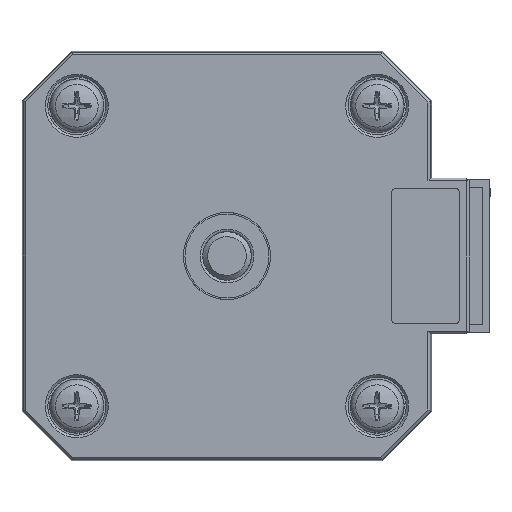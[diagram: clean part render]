
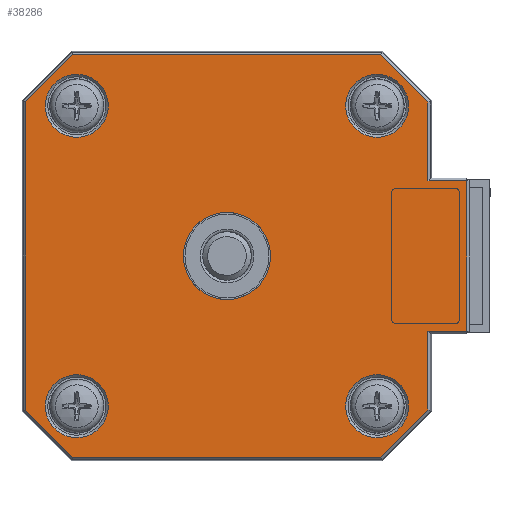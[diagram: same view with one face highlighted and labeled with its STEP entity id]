
A CAD part, front view. The second image highlights one B-rep face of the part: STEP entity #38286.
In plain terms, the highlighted face is planar.
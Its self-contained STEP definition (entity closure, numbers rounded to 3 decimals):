
#1758=FACE_BOUND('',#6956,.T.);
#1759=FACE_BOUND('',#6957,.T.);
#1760=FACE_BOUND('',#6958,.T.);
#1761=FACE_BOUND('',#6959,.T.);
#1762=FACE_BOUND('',#6960,.T.);
#2363=CIRCLE('',#41120,3.25);
#2365=CIRCLE('',#41123,3.25);
#2366=CIRCLE('',#41124,3.25);
#2367=CIRCLE('',#41125,4.5);
#2368=CIRCLE('',#41126,3.25);
#4772=FACE_OUTER_BOUND('',#6955,.T.);
#6955=EDGE_LOOP('',(#26843,#26844,#26845,#26846,#26847,#26848,#26849,#26850,
#26851,#26852,#26853,#26854));
#6956=EDGE_LOOP('',(#26855));
#6957=EDGE_LOOP('',(#26856));
#6958=EDGE_LOOP('',(#26857));
#6959=EDGE_LOOP('',(#26858));
#6960=EDGE_LOOP('',(#26859));
#9277=LINE('',#59754,#12469);
#9278=LINE('',#59756,#12470);
#9279=LINE('',#59758,#12471);
#9280=LINE('',#59760,#12472);
#9281=LINE('',#59762,#12473);
#9282=LINE('',#59764,#12474);
#9283=LINE('',#59766,#12475);
#9284=LINE('',#59768,#12476);
#9285=LINE('',#59770,#12477);
#9286=LINE('',#59772,#12478);
#9287=LINE('',#59774,#12479);
#9288=LINE('',#59775,#12480);
#12469=VECTOR('',#47083,10.);
#12470=VECTOR('',#47084,10.);
#12471=VECTOR('',#47085,10.);
#12472=VECTOR('',#47086,10.);
#12473=VECTOR('',#47087,10.);
#12474=VECTOR('',#47088,10.);
#12475=VECTOR('',#47089,10.);
#12476=VECTOR('',#47090,10.);
#12477=VECTOR('',#47091,10.);
#12478=VECTOR('',#47092,10.);
#12479=VECTOR('',#47093,10.);
#12480=VECTOR('',#47094,10.);
#15857=VERTEX_POINT('',#59747);
#15858=VERTEX_POINT('',#59752);
#15859=VERTEX_POINT('',#59753);
#15860=VERTEX_POINT('',#59755);
#15861=VERTEX_POINT('',#59757);
#15862=VERTEX_POINT('',#59759);
#15863=VERTEX_POINT('',#59761);
#15864=VERTEX_POINT('',#59763);
#15865=VERTEX_POINT('',#59765);
#15866=VERTEX_POINT('',#59767);
#15867=VERTEX_POINT('',#59769);
#15868=VERTEX_POINT('',#59771);
#15869=VERTEX_POINT('',#59773);
#15870=VERTEX_POINT('',#59776);
#15871=VERTEX_POINT('',#59778);
#15872=VERTEX_POINT('',#59780);
#15873=VERTEX_POINT('',#59782);
#20099=EDGE_CURVE('',#15857,#15857,#2363,.T.);
#20101=EDGE_CURVE('',#15858,#15859,#9277,.T.);
#20102=EDGE_CURVE('',#15860,#15858,#9278,.T.);
#20103=EDGE_CURVE('',#15861,#15860,#9279,.T.);
#20104=EDGE_CURVE('',#15862,#15861,#9280,.T.);
#20105=EDGE_CURVE('',#15863,#15862,#9281,.T.);
#20106=EDGE_CURVE('',#15864,#15863,#9282,.T.);
#20107=EDGE_CURVE('',#15865,#15864,#9283,.T.);
#20108=EDGE_CURVE('',#15866,#15865,#9284,.T.);
#20109=EDGE_CURVE('',#15867,#15866,#9285,.T.);
#20110=EDGE_CURVE('',#15868,#15867,#9286,.T.);
#20111=EDGE_CURVE('',#15869,#15868,#9287,.T.);
#20112=EDGE_CURVE('',#15859,#15869,#9288,.T.);
#20113=EDGE_CURVE('',#15870,#15870,#2365,.T.);
#20114=EDGE_CURVE('',#15871,#15871,#2366,.T.);
#20115=EDGE_CURVE('',#15872,#15872,#2367,.T.);
#20116=EDGE_CURVE('',#15873,#15873,#2368,.T.);
#26843=ORIENTED_EDGE('',*,*,#20101,.F.);
#26844=ORIENTED_EDGE('',*,*,#20102,.F.);
#26845=ORIENTED_EDGE('',*,*,#20103,.F.);
#26846=ORIENTED_EDGE('',*,*,#20104,.F.);
#26847=ORIENTED_EDGE('',*,*,#20105,.F.);
#26848=ORIENTED_EDGE('',*,*,#20106,.F.);
#26849=ORIENTED_EDGE('',*,*,#20107,.F.);
#26850=ORIENTED_EDGE('',*,*,#20108,.F.);
#26851=ORIENTED_EDGE('',*,*,#20109,.F.);
#26852=ORIENTED_EDGE('',*,*,#20110,.F.);
#26853=ORIENTED_EDGE('',*,*,#20111,.F.);
#26854=ORIENTED_EDGE('',*,*,#20112,.F.);
#26855=ORIENTED_EDGE('',*,*,#20113,.F.);
#26856=ORIENTED_EDGE('',*,*,#20114,.F.);
#26857=ORIENTED_EDGE('',*,*,#20115,.T.);
#26858=ORIENTED_EDGE('',*,*,#20116,.F.);
#26859=ORIENTED_EDGE('',*,*,#20099,.F.);
#37223=PLANE('',#41122);
#38286=ADVANCED_FACE('',(#4772,#1758,#1759,#1760,#1761,#1762),#37223,.T.);
#41120=AXIS2_PLACEMENT_3D('',#59749,#47077,#47078);
#41122=AXIS2_PLACEMENT_3D('',#59751,#47081,#47082);
#41123=AXIS2_PLACEMENT_3D('',#59777,#47095,#47096);
#41124=AXIS2_PLACEMENT_3D('',#59779,#47097,#47098);
#41125=AXIS2_PLACEMENT_3D('',#59781,#47099,#47100);
#41126=AXIS2_PLACEMENT_3D('',#59783,#47101,#47102);
#47077=DIRECTION('center_axis',(0.,1.,0.));
#47078=DIRECTION('ref_axis',(-1.,0.,0.));
#47081=DIRECTION('center_axis',(0.,1.,0.));
#47082=DIRECTION('ref_axis',(0.,0.,1.));
#47083=DIRECTION('',(0.,0.,1.));
#47084=DIRECTION('',(-1.,0.,0.));
#47085=DIRECTION('',(0.,0.,1.));
#47086=DIRECTION('',(1.,0.,0.));
#47087=DIRECTION('',(0.,0.,1.));
#47088=DIRECTION('',(0.707,0.,0.707));
#47089=DIRECTION('',(1.,0.,0.));
#47090=DIRECTION('',(0.707,0.,-0.707));
#47091=DIRECTION('',(0.,0.,-1.));
#47092=DIRECTION('',(-0.707,0.,-0.707));
#47093=DIRECTION('',(-1.,0.,0.));
#47094=DIRECTION('',(-0.707,0.,0.707));
#47095=DIRECTION('center_axis',(0.,1.,0.));
#47096=DIRECTION('ref_axis',(-1.,0.,0.));
#47097=DIRECTION('center_axis',(0.,1.,0.));
#47098=DIRECTION('ref_axis',(-1.,0.,0.));
#47099=DIRECTION('center_axis',(0.,-1.,0.));
#47100=DIRECTION('ref_axis',(1.,0.,0.));
#47101=DIRECTION('center_axis',(0.,1.,0.));
#47102=DIRECTION('ref_axis',(-1.,0.,0.));
#59747=CARTESIAN_POINT('',(-12.25,0.,15.5));
#59749=CARTESIAN_POINT('Origin',(-15.5,0.,15.5));
#59751=CARTESIAN_POINT('Origin',(0.,0.,0.));
#59752=CARTESIAN_POINT('',(20.75,0.,7.75));
#59753=CARTESIAN_POINT('',(20.75,0.,15.896));
#59754=CARTESIAN_POINT('',(20.75,0.,8.));
#59755=CARTESIAN_POINT('',(24.75,0.,7.75));
#59756=CARTESIAN_POINT('',(10.5,0.,7.75));
#59757=CARTESIAN_POINT('',(24.75,0.,-7.75));
#59758=CARTESIAN_POINT('',(24.75,0.,-4.));
#59759=CARTESIAN_POINT('',(20.75,0.,-7.75));
#59760=CARTESIAN_POINT('',(10.5,0.,-7.75));
#59761=CARTESIAN_POINT('',(20.75,0.,-15.896));
#59762=CARTESIAN_POINT('',(20.75,0.,8.));
#59763=CARTESIAN_POINT('',(15.896,0.,-20.75));
#59764=CARTESIAN_POINT('',(19.573,0.,-17.073));
#59765=CARTESIAN_POINT('',(-15.896,0.,-20.75));
#59766=CARTESIAN_POINT('',(8.,0.,-20.75));
#59767=CARTESIAN_POINT('',(-20.75,0.,-15.896));
#59768=CARTESIAN_POINT('',(-17.073,0.,-19.573));
#59769=CARTESIAN_POINT('',(-20.75,0.,15.896));
#59770=CARTESIAN_POINT('',(-20.75,0.,-8.));
#59771=CARTESIAN_POINT('',(-15.896,0.,20.75));
#59772=CARTESIAN_POINT('',(-19.573,0.,17.073));
#59773=CARTESIAN_POINT('',(15.896,0.,20.75));
#59774=CARTESIAN_POINT('',(-8.,0.,20.75));
#59775=CARTESIAN_POINT('',(17.073,0.,19.573));
#59776=CARTESIAN_POINT('',(18.75,0.,15.5));
#59777=CARTESIAN_POINT('Origin',(15.5,0.,15.5));
#59778=CARTESIAN_POINT('',(-12.25,0.,-15.5));
#59779=CARTESIAN_POINT('Origin',(-15.5,0.,-15.5));
#59780=CARTESIAN_POINT('',(-4.5,0.,0.));
#59781=CARTESIAN_POINT('Origin',(0.,0.,0.));
#59782=CARTESIAN_POINT('',(18.75,0.,-15.5));
#59783=CARTESIAN_POINT('Origin',(15.5,0.,-15.5));
